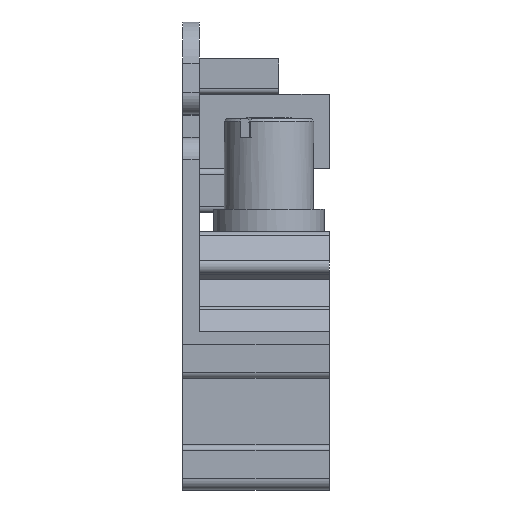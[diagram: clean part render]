
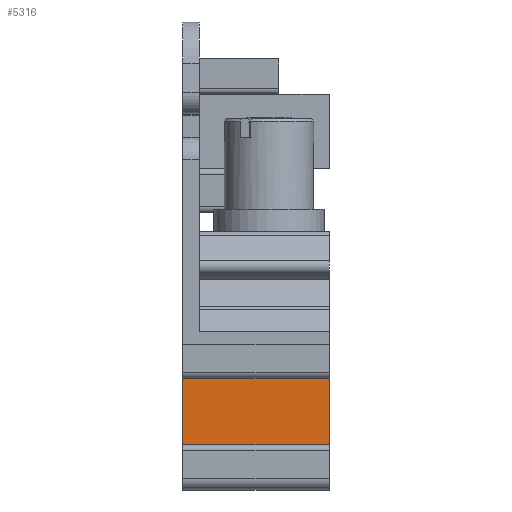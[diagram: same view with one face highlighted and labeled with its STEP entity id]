
A CAD part, left-side view. The second image highlights one B-rep face of the part: STEP entity #5316.
In plain terms, the highlighted planar face has unit normal (-1, 0, 0).
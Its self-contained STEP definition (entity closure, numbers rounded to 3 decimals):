
#120=LINE('',#7315,#516);
#228=LINE('',#7597,#624);
#229=LINE('',#7599,#625);
#230=LINE('',#7601,#626);
#516=VECTOR('',#6082,1000.);
#624=VECTOR('',#6370,1000.);
#625=VECTOR('',#6373,1000.);
#626=VECTOR('',#6374,1000.);
#1431=ORIENTED_EDGE('',*,*,#2249,.T.);
#1432=ORIENTED_EDGE('',*,*,#2390,.T.);
#1433=ORIENTED_EDGE('',*,*,#2391,.T.);
#1434=ORIENTED_EDGE('',*,*,#2392,.F.);
#2249=EDGE_CURVE('',#2798,#2797,#120,.T.);
#2390=EDGE_CURVE('',#2797,#2881,#228,.T.);
#2391=EDGE_CURVE('',#2881,#2882,#229,.T.);
#2392=EDGE_CURVE('',#2798,#2882,#230,.T.);
#2797=VERTEX_POINT('',#7314);
#2798=VERTEX_POINT('',#7316);
#2881=VERTEX_POINT('',#7596);
#2882=VERTEX_POINT('',#7600);
#3287=EDGE_LOOP('',(#1431,#1432,#1433,#1434));
#3515=FACE_BOUND('',#3287,.T.);
#3695=PLANE('',#5621);
#5316=ADVANCED_FACE('',(#3515),#3695,.F.);
#5621=AXIS2_PLACEMENT_3D('',#7598,#6371,#6372);
#6082=DIRECTION('',(0.,0.,-1.));
#6370=DIRECTION('',(0.,-1.,0.));
#6371=DIRECTION('',(1.,0.,0.));
#6372=DIRECTION('',(0.,0.,-1.));
#6373=DIRECTION('',(0.,0.,1.));
#6374=DIRECTION('',(0.,-1.,0.));
#7314=CARTESIAN_POINT('',(-21.,13.,-20.864));
#7315=CARTESIAN_POINT('',(-21.001,13.,14.563));
#7316=CARTESIAN_POINT('',(-21.,13.,-11.937));
#7596=CARTESIAN_POINT('',(-21.,0.,-20.864));
#7597=CARTESIAN_POINT('',(-21.,30.345,-20.864));
#7598=CARTESIAN_POINT('',(-21.,30.345,-11.937));
#7599=CARTESIAN_POINT('',(-21.,0.,-11.937));
#7600=CARTESIAN_POINT('',(-21.,0.,-11.937));
#7601=CARTESIAN_POINT('',(-21.,30.345,-11.937));
